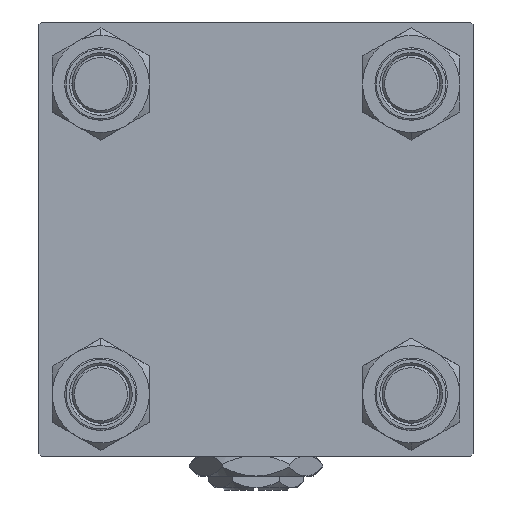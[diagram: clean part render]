
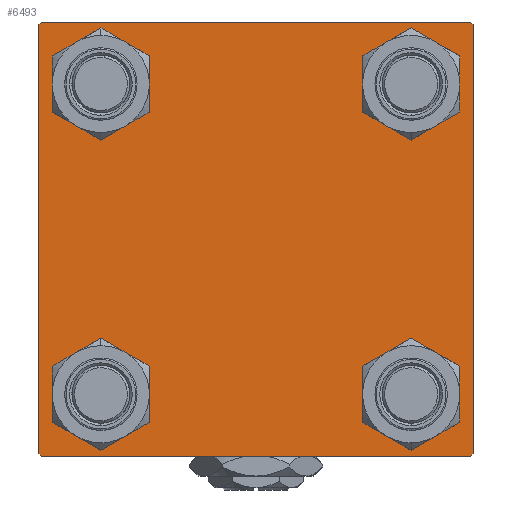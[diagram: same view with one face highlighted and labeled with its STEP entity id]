
A CAD part, left-side view. The second image highlights one B-rep face of the part: STEP entity #6493.
In plain terms, the highlighted planar face has unit normal (-1, 0, 0).
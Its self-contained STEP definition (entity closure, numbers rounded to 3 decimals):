
#83 = EDGE_CURVE ( 'NONE', #41732, #43846, #7173, .T. ) ;
#480 = CARTESIAN_POINT ( 'NONE',  ( 0., -32.15, -32.15 ) ) ;
#516 = DIRECTION ( 'NONE',  ( 0., 0., 1. ) ) ;
#789 = EDGE_CURVE ( 'NONE', #45017, #20901, #11924, .T. ) ;
#811 = DIRECTION ( 'NONE',  ( -1., 0., 0. ) ) ;
#1601 = CARTESIAN_POINT ( 'NONE',  ( 0., 0., 0. ) ) ;
#1891 = EDGE_CURVE ( 'NONE', #28244, #13132, #17935, .T. ) ;
#1952 = CARTESIAN_POINT ( 'NONE',  ( 0., -32.15, 25.65 ) ) ;
#2051 = CARTESIAN_POINT ( 'NONE',  ( 0., -45., -44.5 ) ) ;
#2055 = ORIENTED_EDGE ( 'NONE', *, *, #15565, .T. ) ;
#2059 = CARTESIAN_POINT ( 'NONE',  ( 0., 32.15, -25.65 ) ) ;
#2888 = DIRECTION ( 'NONE',  ( 0., 0., 1. ) ) ;
#2944 = CARTESIAN_POINT ( 'NONE',  ( 0., 44.75, -44.75 ) ) ;
#2978 = DIRECTION ( 'NONE',  ( 0., 0., 1. ) ) ;
#3478 = DIRECTION ( 'NONE',  ( 1., 0., 0. ) ) ;
#4399 = ORIENTED_EDGE ( 'NONE', *, *, #32445, .T. ) ;
#4692 = DIRECTION ( 'NONE',  ( 0., 0., 1. ) ) ;
#4782 = CARTESIAN_POINT ( 'NONE',  ( 0., -32.15, 32.15 ) ) ;
#5959 = EDGE_LOOP ( 'NONE', ( #26979, #4399, #44884, #20817, #16537, #21318, #31552, #21987 ) ) ;
#6493 = ADVANCED_FACE ( 'NONE', ( #28777, #36983, #9241, #12679, #25069 ), #45676, .T. ) ;
#7173 = LINE ( 'NONE', #48073, #42273 ) ;
#7528 = CARTESIAN_POINT ( 'NONE',  ( 0., -44.5, 45. ) ) ;
#7941 = DIRECTION ( 'NONE',  ( 0., 0.707, -0.707 ) ) ;
#8036 = AXIS2_PLACEMENT_3D ( 'NONE', #40629, #28738, #516 ) ;
#8324 = VERTEX_POINT ( 'NONE', #2051 ) ;
#9119 = CIRCLE ( 'NONE', #36950, 6.5 ) ;
#9241 = FACE_BOUND ( 'NONE', #10139, .T. ) ;
#9447 = VECTOR ( 'NONE', #48603, 1000. ) ;
#9958 = ORIENTED_EDGE ( 'NONE', *, *, #20951, .T. ) ;
#10048 = LINE ( 'NONE', #18995, #20317 ) ;
#10139 = EDGE_LOOP ( 'NONE', ( #24319, #36522 ) ) ;
#10378 = DIRECTION ( 'NONE',  ( 1., 0., 0. ) ) ;
#10666 = DIRECTION ( 'NONE',  ( 1., 0., 0. ) ) ;
#11129 = EDGE_CURVE ( 'NONE', #40532, #31319, #33371, .T. ) ;
#11755 = VERTEX_POINT ( 'NONE', #28639 ) ;
#11920 = VECTOR ( 'NONE', #30397, 1000. ) ;
#11924 = CIRCLE ( 'NONE', #38112, 6.5 ) ;
#12437 = VECTOR ( 'NONE', #48577, 1000. ) ;
#12679 = FACE_BOUND ( 'NONE', #48753, .T. ) ;
#13132 = VERTEX_POINT ( 'NONE', #19360 ) ;
#13350 = CIRCLE ( 'NONE', #46229, 6.5 ) ;
#14185 = VECTOR ( 'NONE', #37975, 1000. ) ;
#14221 = EDGE_CURVE ( 'NONE', #32232, #19761, #18600, .T. ) ;
#14994 = DIRECTION ( 'NONE',  ( 0., 0., 1. ) ) ;
#15245 = DIRECTION ( 'NONE',  ( 1., 0., 0. ) ) ;
#15565 = EDGE_CURVE ( 'NONE', #42104, #25087, #27527, .T. ) ;
#16459 = CARTESIAN_POINT ( 'NONE',  ( 0., 32.15, -38.65 ) ) ;
#16537 = ORIENTED_EDGE ( 'NONE', *, *, #50941, .F. ) ;
#16968 = AXIS2_PLACEMENT_3D ( 'NONE', #30707, #10378, #34682 ) ;
#16995 = VECTOR ( 'NONE', #50429, 1000. ) ;
#17392 = LINE ( 'NONE', #20847, #12437 ) ;
#17935 = LINE ( 'NONE', #45659, #16995 ) ;
#18600 = LINE ( 'NONE', #34724, #46829 ) ;
#18995 = CARTESIAN_POINT ( 'NONE',  ( 0., -44.75, -44.75 ) ) ;
#19360 = CARTESIAN_POINT ( 'NONE',  ( 0., -44.5, -45. ) ) ;
#19398 = EDGE_CURVE ( 'NONE', #41622, #51148, #31864, .T. ) ;
#19521 = CARTESIAN_POINT ( 'NONE',  ( 0., 44.5, -45. ) ) ;
#19613 = DIRECTION ( 'NONE',  ( 0., 0., 1. ) ) ;
#19761 = VERTEX_POINT ( 'NONE', #7528 ) ;
#20317 = VECTOR ( 'NONE', #42515, 1000. ) ;
#20711 = EDGE_CURVE ( 'NONE', #51148, #41622, #13350, .T. ) ;
#20817 = ORIENTED_EDGE ( 'NONE', *, *, #28145, .T. ) ;
#20847 = CARTESIAN_POINT ( 'NONE',  ( 0., -45., 45. ) ) ;
#20901 = VERTEX_POINT ( 'NONE', #52237 ) ;
#20951 = EDGE_CURVE ( 'NONE', #20901, #45017, #9119, .T. ) ;
#21318 = ORIENTED_EDGE ( 'NONE', *, *, #14221, .T. ) ;
#21987 = ORIENTED_EDGE ( 'NONE', *, *, #83, .T. ) ;
#22504 = EDGE_LOOP ( 'NONE', ( #28894, #37354 ) ) ;
#22821 = DIRECTION ( 'NONE',  ( 0., 0.707, 0.707 ) ) ;
#24229 = DIRECTION ( 'NONE',  ( 1., 0., 0. ) ) ;
#24319 = ORIENTED_EDGE ( 'NONE', *, *, #42058, .T. ) ;
#25069 = FACE_OUTER_BOUND ( 'NONE', #5959, .T. ) ;
#25087 = VERTEX_POINT ( 'NONE', #36498 ) ;
#25130 = EDGE_LOOP ( 'NONE', ( #35843, #9958 ) ) ;
#25539 = CARTESIAN_POINT ( 'NONE',  ( 0., -32.15, -25.65 ) ) ;
#26852 = ORIENTED_EDGE ( 'NONE', *, *, #28621, .T. ) ;
#26979 = ORIENTED_EDGE ( 'NONE', *, *, #27088, .T. ) ;
#27088 = EDGE_CURVE ( 'NONE', #43846, #11755, #49641, .T. ) ;
#27361 = CARTESIAN_POINT ( 'NONE',  ( 0., 45., 44.5 ) ) ;
#27527 = CIRCLE ( 'NONE', #30925, 6.5 ) ;
#28145 = EDGE_CURVE ( 'NONE', #13132, #8324, #10048, .T. ) ;
#28244 = VERTEX_POINT ( 'NONE', #19521 ) ;
#28621 = EDGE_CURVE ( 'NONE', #25087, #42104, #33835, .T. ) ;
#28639 = CARTESIAN_POINT ( 'NONE',  ( 0., 45., -44.5 ) ) ;
#28738 = DIRECTION ( 'NONE',  ( 1., 0., 0. ) ) ;
#28777 = FACE_BOUND ( 'NONE', #22504, .T. ) ;
#28894 = ORIENTED_EDGE ( 'NONE', *, *, #20711, .T. ) ;
#30397 = DIRECTION ( 'NONE',  ( 0., -0.707, -0.707 ) ) ;
#30581 = CARTESIAN_POINT ( 'NONE',  ( 0., 32.15, 25.65 ) ) ;
#30707 = CARTESIAN_POINT ( 'NONE',  ( 0., 32.15, 32.15 ) ) ;
#30925 = AXIS2_PLACEMENT_3D ( 'NONE', #38521, #15245, #14994 ) ;
#31319 = VERTEX_POINT ( 'NONE', #2059 ) ;
#31469 = CARTESIAN_POINT ( 'NONE',  ( 0., -32.15, -32.15 ) ) ;
#31552 = ORIENTED_EDGE ( 'NONE', *, *, #52199, .F. ) ;
#31864 = CIRCLE ( 'NONE', #45346, 6.5 ) ;
#32232 = VERTEX_POINT ( 'NONE', #50015 ) ;
#32445 = EDGE_CURVE ( 'NONE', #11755, #28244, #47549, .T. ) ;
#33371 = CIRCLE ( 'NONE', #41819, 6.5 ) ;
#33835 = CIRCLE ( 'NONE', #16968, 6.5 ) ;
#34682 = DIRECTION ( 'NONE',  ( 0., 0., 1. ) ) ;
#34724 = CARTESIAN_POINT ( 'NONE',  ( 0., -44.75, 44.75 ) ) ;
#35843 = ORIENTED_EDGE ( 'NONE', *, *, #789, .T. ) ;
#36498 = CARTESIAN_POINT ( 'NONE',  ( 0., 32.15, 38.65 ) ) ;
#36522 = ORIENTED_EDGE ( 'NONE', *, *, #11129, .T. ) ;
#36950 = AXIS2_PLACEMENT_3D ( 'NONE', #480, #24229, #4692 ) ;
#36983 = FACE_BOUND ( 'NONE', #25130, .T. ) ;
#37354 = ORIENTED_EDGE ( 'NONE', *, *, #19398, .T. ) ;
#37975 = DIRECTION ( 'NONE',  ( 0., -1., 0. ) ) ;
#38112 = AXIS2_PLACEMENT_3D ( 'NONE', #31469, #3478, #2978 ) ;
#38521 = CARTESIAN_POINT ( 'NONE',  ( 0., 32.15, 32.15 ) ) ;
#40532 = VERTEX_POINT ( 'NONE', #16459 ) ;
#40629 = CARTESIAN_POINT ( 'NONE',  ( 0., 32.15, -32.15 ) ) ;
#40693 = CARTESIAN_POINT ( 'NONE',  ( 0., 44.5, 45. ) ) ;
#40927 = CIRCLE ( 'NONE', #8036, 6.5 ) ;
#41622 = VERTEX_POINT ( 'NONE', #1952 ) ;
#41732 = VERTEX_POINT ( 'NONE', #40693 ) ;
#41819 = AXIS2_PLACEMENT_3D ( 'NONE', #43395, #10666, #19613 ) ;
#42058 = EDGE_CURVE ( 'NONE', #31319, #40532, #40927, .T. ) ;
#42104 = VERTEX_POINT ( 'NONE', #30581 ) ;
#42160 = CARTESIAN_POINT ( 'NONE',  ( 0., -32.15, 38.65 ) ) ;
#42273 = VECTOR ( 'NONE', #7941, 1000. ) ;
#42446 = CARTESIAN_POINT ( 'NONE',  ( 0., 45., 45. ) ) ;
#42515 = DIRECTION ( 'NONE',  ( 0., -0.707, 0.707 ) ) ;
#43327 = AXIS2_PLACEMENT_3D ( 'NONE', #1601, #811, #44893 ) ;
#43395 = CARTESIAN_POINT ( 'NONE',  ( 0., 32.15, -32.15 ) ) ;
#43846 = VERTEX_POINT ( 'NONE', #27361 ) ;
#44652 = DIRECTION ( 'NONE',  ( 0., 0., 1. ) ) ;
#44884 = ORIENTED_EDGE ( 'NONE', *, *, #1891, .T. ) ;
#44893 = DIRECTION ( 'NONE',  ( 0., 0., 1. ) ) ;
#45017 = VERTEX_POINT ( 'NONE', #25539 ) ;
#45346 = AXIS2_PLACEMENT_3D ( 'NONE', #4782, #48622, #44652 ) ;
#45659 = CARTESIAN_POINT ( 'NONE',  ( 0., 45., -45. ) ) ;
#45676 = PLANE ( 'NONE',  #43327 ) ;
#46229 = AXIS2_PLACEMENT_3D ( 'NONE', #51980, #47235, #2888 ) ;
#46829 = VECTOR ( 'NONE', #22821, 1000. ) ;
#47235 = DIRECTION ( 'NONE',  ( 1., 0., 0. ) ) ;
#47549 = LINE ( 'NONE', #2944, #11920 ) ;
#48073 = CARTESIAN_POINT ( 'NONE',  ( 0., 44.75, 44.75 ) ) ;
#48577 = DIRECTION ( 'NONE',  ( 0., 0., -1. ) ) ;
#48603 = DIRECTION ( 'NONE',  ( 0., 0., -1. ) ) ;
#48622 = DIRECTION ( 'NONE',  ( 1., 0., 0. ) ) ;
#48753 = EDGE_LOOP ( 'NONE', ( #26852, #2055 ) ) ;
#48861 = CARTESIAN_POINT ( 'NONE',  ( 0., 45., 45. ) ) ;
#49641 = LINE ( 'NONE', #48861, #9447 ) ;
#49839 = LINE ( 'NONE', #42446, #14185 ) ;
#50015 = CARTESIAN_POINT ( 'NONE',  ( 0., -45., 44.5 ) ) ;
#50429 = DIRECTION ( 'NONE',  ( 0., -1., 0. ) ) ;
#50941 = EDGE_CURVE ( 'NONE', #32232, #8324, #17392, .T. ) ;
#51148 = VERTEX_POINT ( 'NONE', #42160 ) ;
#51980 = CARTESIAN_POINT ( 'NONE',  ( 0., -32.15, 32.15 ) ) ;
#52199 = EDGE_CURVE ( 'NONE', #41732, #19761, #49839, .T. ) ;
#52237 = CARTESIAN_POINT ( 'NONE',  ( 0., -32.15, -38.65 ) ) ;
